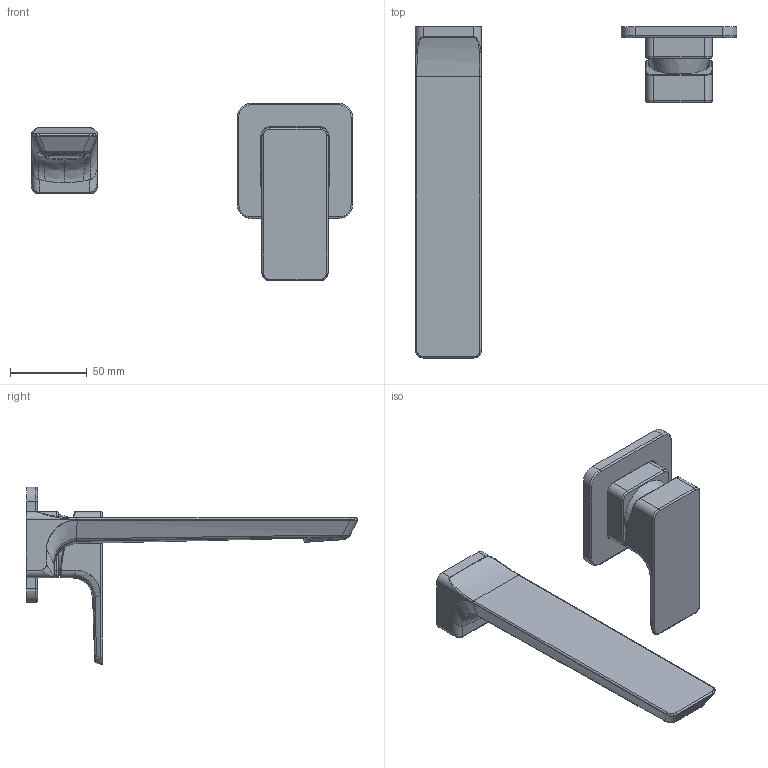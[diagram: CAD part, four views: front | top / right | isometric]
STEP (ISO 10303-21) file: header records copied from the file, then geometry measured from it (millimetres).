
FILE_DESCRIPTION(/* description */ (''),/* implementation_level */ '2;1');
FILE_NAME(/* name */ '3D_TVW11200700061_Subway 3 Grafikfehler am Hebel.step',/* time_stamp */ '2023-02-22T18:03:58+01:00',/* author */ (''),/* organization */ (''),/* preprocessor_version */ 'ST-DEVELOPER v19.2',/* originating_system */ 'Autodesk Translation Framework v11.17.0.187',/* authorisation */ '');
FILE_SCHEMA (('AUTOMOTIVE_DESIGN { 1 0 10303 214 3 1 1 }'));
Length unit declared in the file: millimetre
Products named in the file (4): (Nicht gespeichert); 690-TOKIO_ASM; 6501_1; 3923
Assembly tree (3 placements, depth 3):
  (Nicht gespeichert)
    690-TOKIO_ASM
      6501_1
      3923
Bounding box: 209 x 216 x 115.5 mm (x, y, z)
Volume: 250150.2 mm3; surface area: 65180.1 mm2
Topology: 5 solids, 5 shells, 282 faces, 655 edges, 384 vertices
Faces by surface type: bspline 96, cylinder 82, plane 58, torus 35, cone 7, sphere 4
Full cylindrical faces by diameter (mm): 4.2 x1, 32 x1, 32.7 x1, 34.7 x1
Entity records: 24858 total; most frequent: CARTESIAN_POINT 18951, ORIENTED_EDGE 1302, DIRECTION 1078, EDGE_CURVE 651, AXIS2_PLACEMENT_3D 427, VERTEX_POINT 383, EDGE_LOOP 288, FACE_OUTER_BOUND 281
